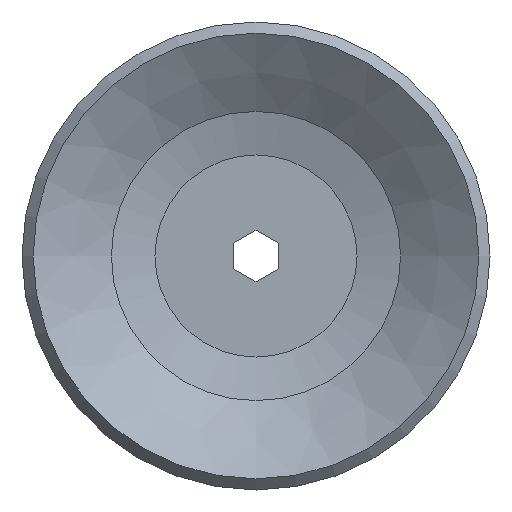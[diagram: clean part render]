
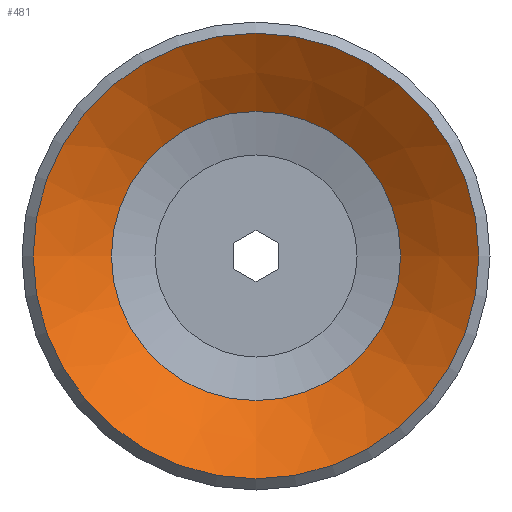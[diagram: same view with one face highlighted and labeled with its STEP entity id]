
A CAD part, front view. The second image highlights one B-rep face of the part: STEP entity #481.
In plain terms, the highlighted conical face has half-angle 55.604 degrees and reference radius 15 mm.
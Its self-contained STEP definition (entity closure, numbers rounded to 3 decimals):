
#30=CONICAL_SURFACE('',#522,15.,0.97);
#99=ORIENTED_EDGE('',*,*,#155,.F.);
#100=ORIENTED_EDGE('',*,*,#154,.T.);
#154=EDGE_CURVE('',#188,#188,#210,.T.);
#155=EDGE_CURVE('',#189,#189,#211,.T.);
#188=VERTEX_POINT('',#684);
#189=VERTEX_POINT('',#687);
#210=CIRCLE('',#521,15.);
#211=CIRCLE('',#523,9.732);
#240=EDGE_LOOP('',(#99));
#241=EDGE_LOOP('',(#100));
#280=FACE_BOUND('',#240,.T.);
#281=FACE_BOUND('',#241,.T.);
#481=ADVANCED_FACE('',(#280,#281),#30,.F.);
#521=AXIS2_PLACEMENT_3D('',#683,#593,#594);
#522=AXIS2_PLACEMENT_3D('',#685,#595,#596);
#523=AXIS2_PLACEMENT_3D('',#686,#597,#598);
#593=DIRECTION('',(0.,-1.,0.));
#594=DIRECTION('',(0.,0.,-1.));
#595=DIRECTION('',(0.,-1.,0.));
#596=DIRECTION('',(0.,0.,-1.));
#597=DIRECTION('',(0.,-1.,0.));
#598=DIRECTION('',(0.,0.,-1.));
#683=CARTESIAN_POINT('',(0.,0.,0.));
#684=CARTESIAN_POINT('',(0.,0.,-15.));
#685=CARTESIAN_POINT('',(0.,0.,0.));
#686=CARTESIAN_POINT('',(0.,3.606,0.));
#687=CARTESIAN_POINT('',(0.,3.606,-9.732));
